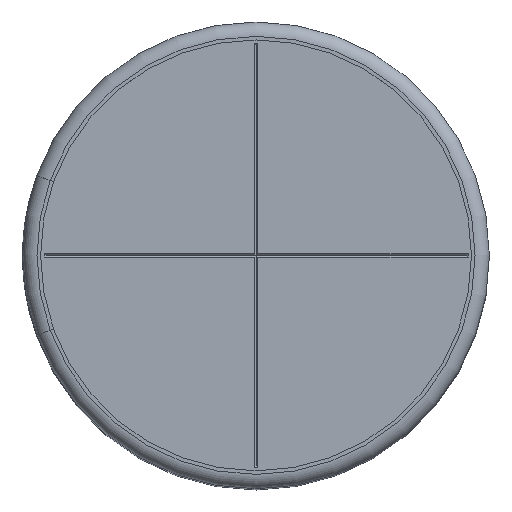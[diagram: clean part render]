
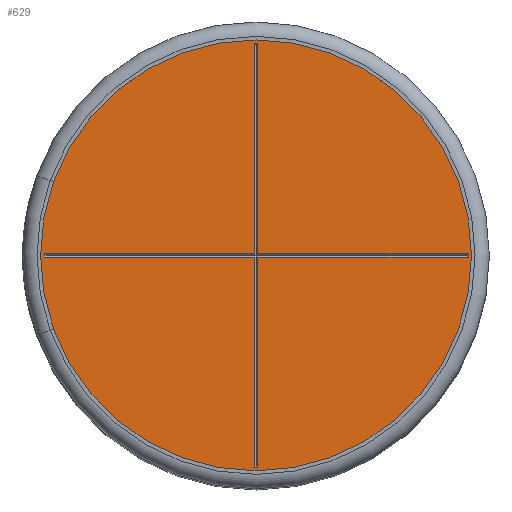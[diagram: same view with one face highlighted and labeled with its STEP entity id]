
A CAD part, top view. The second image highlights one B-rep face of the part: STEP entity #629.
In plain terms, the highlighted planar face has unit normal (0, 0, 1).
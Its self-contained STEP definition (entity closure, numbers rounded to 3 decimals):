
#629=ADVANCED_FACE('',(#1384,#1386),#1388,.T.);
#1384=FACE_BOUND('',#1385,.T.);
#1385=EDGE_LOOP('',(#1999));
#1386=FACE_BOUND('',#1387,.T.);
#1387=EDGE_LOOP('',(#2000,#2001,#2002,#2003,#2004,#2005,#2006,#2007,#2008,#2009,
#2010,#2011));
#1388=PLANE('',#1389);
#1389=AXIS2_PLACEMENT_3D('',#1390,#1391,#1392);
#1390=CARTESIAN_POINT('',(0.,0.,19.9));
#1391=DIRECTION('',(0.,0.,1.));
#1392=DIRECTION('',(1.,0.,0.));
#1999=ORIENTED_EDGE('',*,*,#2319,.T.);
#2000=ORIENTED_EDGE('',*,*,#2347,.T.);
#2001=ORIENTED_EDGE('',*,*,#2348,.T.);
#2002=ORIENTED_EDGE('',*,*,#2349,.T.);
#2003=ORIENTED_EDGE('',*,*,#2350,.T.);
#2004=ORIENTED_EDGE('',*,*,#2351,.T.);
#2005=ORIENTED_EDGE('',*,*,#2352,.T.);
#2006=ORIENTED_EDGE('',*,*,#2353,.T.);
#2007=ORIENTED_EDGE('',*,*,#2354,.T.);
#2008=ORIENTED_EDGE('',*,*,#2355,.T.);
#2009=ORIENTED_EDGE('',*,*,#2356,.T.);
#2010=ORIENTED_EDGE('',*,*,#2357,.T.);
#2011=ORIENTED_EDGE('',*,*,#2358,.T.);
#2319=EDGE_CURVE('',#2704,#2704,#2705,.T.);
#2347=EDGE_CURVE('',#2746,#2747,#2748,.F.);
#2348=EDGE_CURVE('',#2747,#2749,#2750,.F.);
#2349=EDGE_CURVE('',#2749,#2751,#2752,.F.);
#2350=EDGE_CURVE('',#2751,#2753,#2754,.F.);
#2351=EDGE_CURVE('',#2753,#2755,#2756,.F.);
#2352=EDGE_CURVE('',#2755,#2757,#2758,.F.);
#2353=EDGE_CURVE('',#2757,#2759,#2760,.F.);
#2354=EDGE_CURVE('',#2759,#2761,#2762,.F.);
#2355=EDGE_CURVE('',#2761,#2763,#2764,.F.);
#2356=EDGE_CURVE('',#2763,#2765,#2766,.F.);
#2357=EDGE_CURVE('',#2765,#2767,#2768,.F.);
#2358=EDGE_CURVE('',#2767,#2746,#2769,.F.);
#2704=VERTEX_POINT('',#3954);
#2705=CIRCLE('',#3955,6.);
#2746=VERTEX_POINT('',#4136);
#2747=VERTEX_POINT('',#4137);
#2748=LINE('',#4138,#4139);
#2749=VERTEX_POINT('',#4141);
#2750=LINE('',#4142,#4143);
#2751=VERTEX_POINT('',#4145);
#2752=LINE('',#4146,#4147);
#2753=VERTEX_POINT('',#4149);
#2754=LINE('',#4150,#4151);
#2755=VERTEX_POINT('',#4153);
#2756=LINE('',#4154,#4155);
#2757=VERTEX_POINT('',#4157);
#2758=LINE('',#4158,#4159);
#2759=VERTEX_POINT('',#4161);
#2760=LINE('',#4162,#4163);
#2761=VERTEX_POINT('',#4165);
#2762=LINE('',#4166,#4167);
#2763=VERTEX_POINT('',#4169);
#2764=LINE('',#4170,#4171);
#2765=VERTEX_POINT('',#4173);
#2766=LINE('',#4174,#4175);
#2767=VERTEX_POINT('',#4177);
#2768=LINE('',#4178,#4179);
#2769=LINE('',#4181,#4182);
#3954=CARTESIAN_POINT('',(6.,0.,19.9));
#3955=AXIS2_PLACEMENT_3D('',#3956,#3957,#3958);
#3956=CARTESIAN_POINT('',(0.,0.,19.9));
#3957=DIRECTION('',(0.,0.,1.));
#3958=DIRECTION('',(1.,0.,0.));
#4136=CARTESIAN_POINT('',(-0.046,-0.05,19.9));
#4137=CARTESIAN_POINT('',(-5.896,-0.05,19.9));
#4138=CARTESIAN_POINT('',(-5.896,-0.05,19.9));
#4139=VECTOR('',#4140,1.);
#4140=DIRECTION('',(1.,0.,0.));
#4141=CARTESIAN_POINT('',(-5.896,0.05,19.9));
#4142=CARTESIAN_POINT('',(-5.896,0.05,19.9));
#4143=VECTOR('',#4144,1.);
#4144=DIRECTION('',(0.,-1.,0.));
#4145=CARTESIAN_POINT('',(-0.046,0.05,19.9));
#4146=CARTESIAN_POINT('',(-0.046,0.05,19.9));
#4147=VECTOR('',#4148,1.);
#4148=DIRECTION('',(-1.,0.,0.));
#4149=CARTESIAN_POINT('',(-0.046,5.9,19.9));
#4150=CARTESIAN_POINT('',(-0.046,5.9,19.9));
#4151=VECTOR('',#4152,1.);
#4152=DIRECTION('',(0.,-1.,0.));
#4153=CARTESIAN_POINT('',(0.054,5.9,19.9));
#4154=CARTESIAN_POINT('',(0.054,5.9,19.9));
#4155=VECTOR('',#4156,1.);
#4156=DIRECTION('',(-1.,0.,0.));
#4157=CARTESIAN_POINT('',(0.054,0.05,19.9));
#4158=CARTESIAN_POINT('',(0.054,0.05,19.9));
#4159=VECTOR('',#4160,1.);
#4160=DIRECTION('',(0.,1.,0.));
#4161=CARTESIAN_POINT('',(5.904,0.05,19.9));
#4162=CARTESIAN_POINT('',(5.904,0.05,19.9));
#4163=VECTOR('',#4164,1.);
#4164=DIRECTION('',(-1.,0.,0.));
#4165=CARTESIAN_POINT('',(5.904,-0.05,19.9));
#4166=CARTESIAN_POINT('',(5.904,-0.05,19.9));
#4167=VECTOR('',#4168,1.);
#4168=DIRECTION('',(0.,1.,0.));
#4169=CARTESIAN_POINT('',(0.054,-0.05,19.9));
#4170=CARTESIAN_POINT('',(0.054,-0.05,19.9));
#4171=VECTOR('',#4172,1.);
#4172=DIRECTION('',(1.,0.,0.));
#4173=CARTESIAN_POINT('',(0.054,-5.9,19.9));
#4174=CARTESIAN_POINT('',(0.054,-5.9,19.9));
#4175=VECTOR('',#4176,1.);
#4176=DIRECTION('',(0.,1.,0.));
#4177=CARTESIAN_POINT('',(-0.046,-5.9,19.9));
#4178=CARTESIAN_POINT('',(-0.046,-5.9,19.9));
#4179=VECTOR('',#4180,1.);
#4180=DIRECTION('',(1.,0.,0.));
#4181=CARTESIAN_POINT('',(-0.046,-0.05,19.9));
#4182=VECTOR('',#4183,1.);
#4183=DIRECTION('',(0.,-1.,0.));
